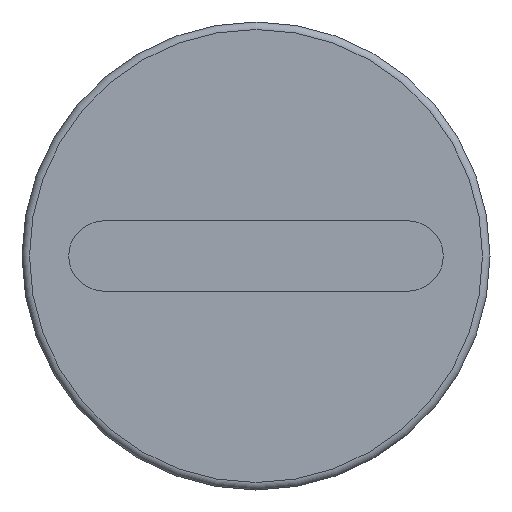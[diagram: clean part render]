
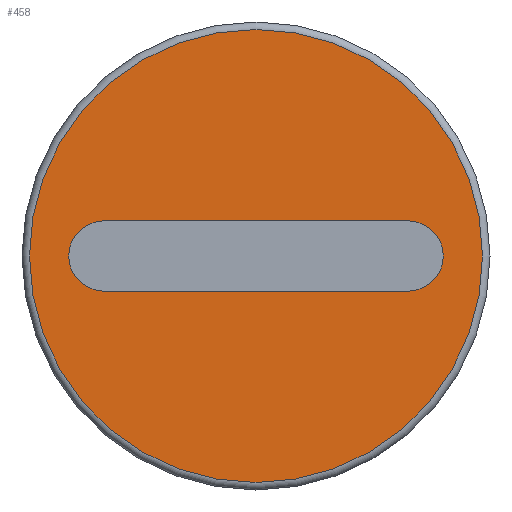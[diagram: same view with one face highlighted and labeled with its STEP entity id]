
A CAD part, front view. The second image highlights one B-rep face of the part: STEP entity #458.
In plain terms, the highlighted planar face has unit normal (0, -1, 0).
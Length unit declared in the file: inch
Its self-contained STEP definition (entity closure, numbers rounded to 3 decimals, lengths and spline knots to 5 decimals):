
#20=FACE_BOUND('',#82,.T.);
#32=PLANE('',#526);
#54=FACE_OUTER_BOUND('',#81,.T.);
#81=EDGE_LOOP('',(#386,#387));
#82=EDGE_LOOP('',(#388,#389,#390,#391));
#96=LINE('',#705,#129);
#100=LINE('',#716,#133);
#129=VECTOR('',#568,0.3937);
#133=VECTOR('',#580,0.3937);
#156=CIRCLE('',#490,0.1875);
#158=CIRCLE('',#494,0.1875);
#168=CIRCLE('',#516,1.21);
#173=CIRCLE('',#521,1.21);
#188=VERTEX_POINT('',#695);
#189=VERTEX_POINT('',#696);
#192=VERTEX_POINT('',#704);
#194=VERTEX_POINT('',#710);
#212=VERTEX_POINT('',#769);
#213=VERTEX_POINT('',#770);
#234=EDGE_CURVE('',#188,#189,#156,.T.);
#238=EDGE_CURVE('',#192,#188,#96,.T.);
#241=EDGE_CURVE('',#194,#192,#158,.T.);
#244=EDGE_CURVE('',#189,#194,#100,.T.);
#270=EDGE_CURVE('',#212,#213,#168,.T.);
#275=EDGE_CURVE('',#213,#212,#173,.T.);
#386=ORIENTED_EDGE('',*,*,#270,.F.);
#387=ORIENTED_EDGE('',*,*,#275,.F.);
#388=ORIENTED_EDGE('',*,*,#234,.T.);
#389=ORIENTED_EDGE('',*,*,#244,.T.);
#390=ORIENTED_EDGE('',*,*,#241,.T.);
#391=ORIENTED_EDGE('',*,*,#238,.T.);
#458=ADVANCED_FACE('',(#54,#20),#32,.F.);
#490=AXIS2_PLACEMENT_3D('',#697,#560,#561);
#494=AXIS2_PLACEMENT_3D('',#711,#573,#574);
#516=AXIS2_PLACEMENT_3D('',#771,#636,#637);
#521=AXIS2_PLACEMENT_3D('',#779,#646,#647);
#526=AXIS2_PLACEMENT_3D('',#788,#657,#658);
#560=DIRECTION('center_axis',(0.,1.,0.));
#561=DIRECTION('ref_axis',(0.,0.,-1.));
#568=DIRECTION('',(-1.,0.,0.));
#573=DIRECTION('center_axis',(0.,1.,0.));
#574=DIRECTION('ref_axis',(0.,0.,1.));
#580=DIRECTION('',(1.,0.,0.));
#636=DIRECTION('center_axis',(0.,1.,0.));
#637=DIRECTION('ref_axis',(1.,0.,0.));
#646=DIRECTION('center_axis',(0.,1.,0.));
#647=DIRECTION('ref_axis',(1.,0.,0.));
#657=DIRECTION('center_axis',(0.,1.,0.));
#658=DIRECTION('ref_axis',(0.,0.,1.));
#695=CARTESIAN_POINT('',(-0.8125,-1.875,-0.1875));
#696=CARTESIAN_POINT('',(-0.8125,-1.875,0.1875));
#697=CARTESIAN_POINT('Origin',(-0.8125,-1.875,0.));
#704=CARTESIAN_POINT('',(0.8125,-1.875,-0.1875));
#705=CARTESIAN_POINT('',(0.40625,-1.875,-0.1875));
#710=CARTESIAN_POINT('',(0.8125,-1.875,0.1875));
#711=CARTESIAN_POINT('Origin',(0.8125,-1.875,0.));
#716=CARTESIAN_POINT('',(-0.40625,-1.875,0.1875));
#769=CARTESIAN_POINT('',(-1.21,-1.875,0.));
#770=CARTESIAN_POINT('',(0.,-1.875,1.21));
#771=CARTESIAN_POINT('Origin',(0.,-1.875,0.));
#779=CARTESIAN_POINT('Origin',(0.,-1.875,0.));
#788=CARTESIAN_POINT('Origin',(0.,-1.875,0.));
